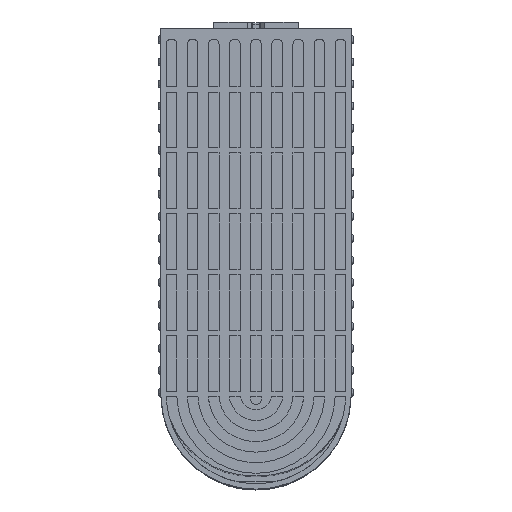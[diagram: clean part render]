
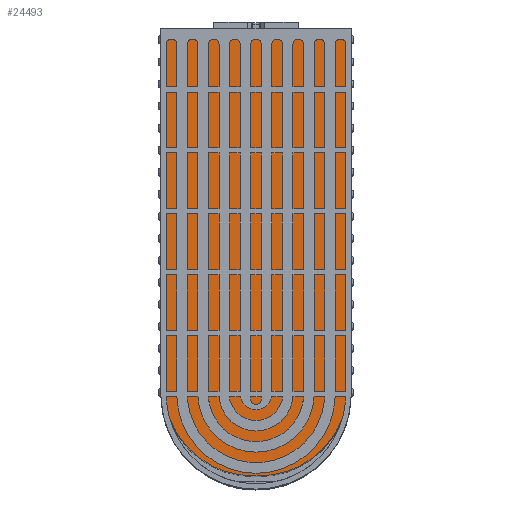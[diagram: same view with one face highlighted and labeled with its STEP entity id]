
A CAD part, top view. The second image highlights one B-rep face of the part: STEP entity #24493.
In plain terms, the highlighted planar face has unit normal (0, 0, 1).
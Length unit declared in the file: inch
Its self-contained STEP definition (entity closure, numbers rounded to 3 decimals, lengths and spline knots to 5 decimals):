
#601 = ORIENTED_EDGE ( 'NONE', *, *, #11683, .T. ) ;
#1285 = ORIENTED_EDGE ( 'NONE', *, *, #28536, .T. ) ;
#1536 = AXIS2_PLACEMENT_3D ( 'NONE', #19629, #29372, #15179 ) ;
#2177 = CARTESIAN_POINT ( 'NONE',  ( 1.05971, -2.18668, 5.71654 ) ) ;
#2334 = LINE ( 'NONE', #2177, #21148 ) ;
#2796 = CARTESIAN_POINT ( 'NONE',  ( -1.05654, -4.393, 5.71654 ) ) ;
#3502 = EDGE_CURVE ( 'NONE', #26736, #23382, #14889, .T. ) ;
#3585 = ORIENTED_EDGE ( 'NONE', *, *, #25250, .T. ) ;
#3710 = CARTESIAN_POINT ( 'NONE',  ( 0.03937, -5.27559, 5.71654 ) ) ;
#3798 = CARTESIAN_POINT ( 'NONE',  ( -1.05971, -4.37336, 5.71654 ) ) ;
#4122 = CARTESIAN_POINT ( 'NONE',  ( 0.03937, -4.23228, 5.71654 ) ) ;
#4388 = AXIS2_PLACEMENT_3D ( 'NONE', #7979, #17681, #20545 ) ;
#4565 = CIRCLE ( 'NONE', #6580, 0.06234 ) ;
#4656 = CARTESIAN_POINT ( 'NONE',  ( 0., -5.27559, 5.71654 ) ) ;
#4845 = CARTESIAN_POINT ( 'NONE',  ( -1.05971, -0.06234, 5.71654 ) ) ;
#6292 = VECTOR ( 'NONE', #14896, 39.37008 ) ;
#6580 = AXIS2_PLACEMENT_3D ( 'NONE', #15388, #19416, #12248 ) ;
#6641 = CARTESIAN_POINT ( 'NONE',  ( 0., -2.45454, 5.71654 ) ) ;
#6917 = CARTESIAN_POINT ( 'NONE',  ( 1.05654, -4.393, 5.71654 ) ) ;
#7156 = VECTOR ( 'NONE', #19273, 39.37008 ) ;
#7228 = CARTESIAN_POINT ( 'NONE',  ( 0., -4.31102, 5.71654 ) ) ;
#7271 = DIRECTION ( 'NONE',  ( 0., 1., 0. ) ) ;
#7489 = CARTESIAN_POINT ( 'NONE',  ( 1.03053, -4.55801, 5.71654 ) ) ;
#7872 = LINE ( 'NONE', #8032, #6292 ) ;
#7979 = CARTESIAN_POINT ( 'NONE',  ( 0., -4.31102, 5.71654 ) ) ;
#8032 = CARTESIAN_POINT ( 'NONE',  ( -1.05971, -2.18668, 5.71654 ) ) ;
#8750 = VERTEX_POINT ( 'NONE', #3798 ) ;
#8914 = VERTEX_POINT ( 'NONE', #26272 ) ;
#9201 = CIRCLE ( 'NONE', #27036, 1.04331 ) ;
#9562 = CARTESIAN_POINT ( 'NONE',  ( 0., -0.06234, 5.71654 ) ) ;
#10696 = VERTEX_POINT ( 'NONE', #27896 ) ;
#11550 = VERTEX_POINT ( 'NONE', #6917 ) ;
#11683 = EDGE_CURVE ( 'NONE', #17149, #8750, #7872, .T. ) ;
#12248 = DIRECTION ( 'NONE',  ( 1., 0., 0. ) ) ;
#13174 = CARTESIAN_POINT ( 'NONE',  ( 1.05971, -0.06234, 5.71654 ) ) ;
#13237 = AXIS2_PLACEMENT_3D ( 'NONE', #6641, #16360, #16054 ) ;
#13253 = ORIENTED_EDGE ( 'NONE', *, *, #26240, .T. ) ;
#13365 = DIRECTION ( 'NONE',  ( 0., 0., 1. ) ) ;
#13377 = DIRECTION ( 'NONE',  ( 0., 0., 1. ) ) ;
#13836 = VECTOR ( 'NONE', #23796, 39.37008 ) ;
#14137 = PLANE ( 'NONE',  #13237 ) ;
#14453 = EDGE_CURVE ( 'NONE', #20482, #11550, #17597, .T. ) ;
#14570 = EDGE_CURVE ( 'NONE', #23842, #20482, #22728, .T. ) ;
#14889 = CIRCLE ( 'NONE', #30167, 1.05971 ) ;
#14896 = DIRECTION ( 'NONE',  ( 0., -1., 0. ) ) ;
#15179 = DIRECTION ( 'NONE',  ( 1., 0., 0. ) ) ;
#15294 = CARTESIAN_POINT ( 'NONE',  ( -0.03937, -4.23228, 5.71654 ) ) ;
#15388 = CARTESIAN_POINT ( 'NONE',  ( 0.99738, -4.37336, 5.71654 ) ) ;
#15607 = DIRECTION ( 'NONE',  ( 1., 0., 0. ) ) ;
#15959 = EDGE_CURVE ( 'NONE', #10696, #26578, #2334, .T. ) ;
#16054 = DIRECTION ( 'NONE',  ( 1., 0., 0. ) ) ;
#16082 = AXIS2_PLACEMENT_3D ( 'NONE', #4122, #13377, #23587 ) ;
#16360 = DIRECTION ( 'NONE',  ( 0., 0., 1. ) ) ;
#16671 = CARTESIAN_POINT ( 'NONE',  ( -1.03053, -4.55801, 5.71654 ) ) ;
#17149 = VERTEX_POINT ( 'NONE', #4845 ) ;
#17597 = CIRCLE ( 'NONE', #4388, 1.05971 ) ;
#17681 = DIRECTION ( 'NONE',  ( 0., 0., 1. ) ) ;
#18468 = ORIENTED_EDGE ( 'NONE', *, *, #14453, .T. ) ;
#19016 = DIRECTION ( 'NONE',  ( 0., 0., 1. ) ) ;
#19018 = ORIENTED_EDGE ( 'NONE', *, *, #14570, .T. ) ;
#19148 = EDGE_CURVE ( 'NONE', #8914, #23842, #28720, .T. ) ;
#19273 = DIRECTION ( 'NONE',  ( -1., 0., 0. ) ) ;
#19416 = DIRECTION ( 'NONE',  ( 0., 0., 1. ) ) ;
#19629 = CARTESIAN_POINT ( 'NONE',  ( -0.99738, -4.37336, 5.71654 ) ) ;
#20482 = VERTEX_POINT ( 'NONE', #7489 ) ;
#20545 = DIRECTION ( 'NONE',  ( 1., 0., 0. ) ) ;
#20830 = FACE_OUTER_BOUND ( 'NONE', #28152, .T. ) ;
#21148 = VECTOR ( 'NONE', #7271, 39.37008 ) ;
#21507 = LINE ( 'NONE', #9562, #7156 ) ;
#22728 = CIRCLE ( 'NONE', #16082, 1.04331 ) ;
#23000 = ORIENTED_EDGE ( 'NONE', *, *, #15959, .T. ) ;
#23382 = VERTEX_POINT ( 'NONE', #16671 ) ;
#23587 = DIRECTION ( 'NONE',  ( 1., 0., 0. ) ) ;
#23796 = DIRECTION ( 'NONE',  ( 1., 0., 0. ) ) ;
#23842 = VERTEX_POINT ( 'NONE', #3710 ) ;
#23976 = DIRECTION ( 'NONE',  ( 1., 0., 0. ) ) ;
#24493 = ADVANCED_FACE ( 'NONE', ( #20830 ), #14137, .T. ) ;
#24832 = ORIENTED_EDGE ( 'NONE', *, *, #3502, .T. ) ;
#25250 = EDGE_CURVE ( 'NONE', #26578, #17149, #21507, .T. ) ;
#26240 = EDGE_CURVE ( 'NONE', #23382, #8914, #9201, .T. ) ;
#26272 = CARTESIAN_POINT ( 'NONE',  ( -0.03937, -5.27559, 5.71654 ) ) ;
#26475 = CIRCLE ( 'NONE', #1536, 0.06234 ) ;
#26578 = VERTEX_POINT ( 'NONE', #13174 ) ;
#26736 = VERTEX_POINT ( 'NONE', #2796 ) ;
#27036 = AXIS2_PLACEMENT_3D ( 'NONE', #15294, #13365, #15607 ) ;
#27896 = CARTESIAN_POINT ( 'NONE',  ( 1.05971, -4.37336, 5.71654 ) ) ;
#28152 = EDGE_LOOP ( 'NONE', ( #601, #31244, #24832, #13253, #30327, #19018, #18468, #1285, #23000, #3585 ) ) ;
#28536 = EDGE_CURVE ( 'NONE', #11550, #10696, #4565, .T. ) ;
#28713 = EDGE_CURVE ( 'NONE', #8750, #26736, #26475, .T. ) ;
#28720 = LINE ( 'NONE', #4656, #13836 ) ;
#29372 = DIRECTION ( 'NONE',  ( 0., 0., 1. ) ) ;
#30167 = AXIS2_PLACEMENT_3D ( 'NONE', #7228, #19016, #23976 ) ;
#30327 = ORIENTED_EDGE ( 'NONE', *, *, #19148, .T. ) ;
#31244 = ORIENTED_EDGE ( 'NONE', *, *, #28713, .T. ) ;
